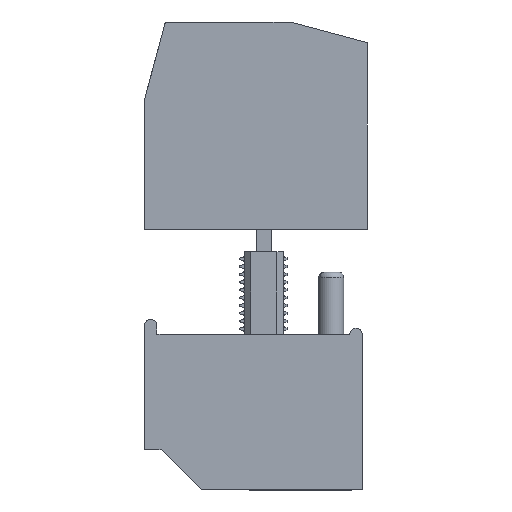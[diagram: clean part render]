
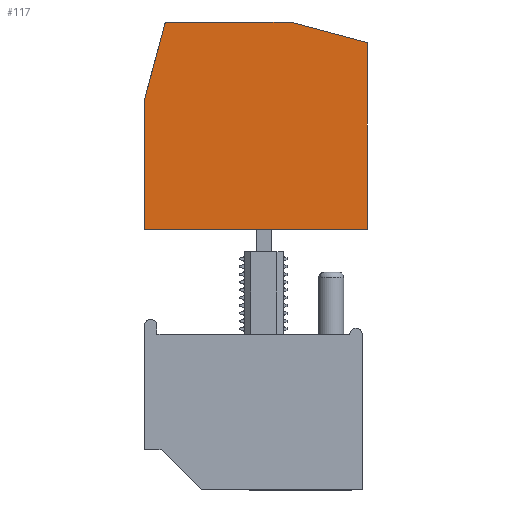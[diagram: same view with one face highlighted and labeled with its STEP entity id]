
A CAD part, left-side view. The second image highlights one B-rep face of the part: STEP entity #117.
In plain terms, the highlighted planar face has unit normal (-1, 0, 0).
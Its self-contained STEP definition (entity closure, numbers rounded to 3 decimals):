
#74=AXIS2_PLACEMENT_3D('Plane Axis2P3D',#71,#72,#73) ;
#40=CARTESIAN_POINT('Vertex',(0.,0.,43.141)) ;
#45=CARTESIAN_POINT('Line Origine',(0.,0.,34.141)) ;
#49=CARTESIAN_POINT('Vertex',(0.,0.,25.14)) ;
#71=CARTESIAN_POINT('Axis2P3D Location',(0.,0.,0.)) ;
#76=CARTESIAN_POINT('Line Origine',(0.,13.481,45.14)) ;
#80=CARTESIAN_POINT('Vertex',(0.,19.501,45.14)) ;
#82=CARTESIAN_POINT('Vertex',(0.,7.46,45.14)) ;
#85=CARTESIAN_POINT('Line Origine',(0.,20.501,41.41)) ;
#89=CARTESIAN_POINT('Vertex',(0.,21.5,37.68)) ;
#92=CARTESIAN_POINT('Line Origine',(0.,21.5,31.41)) ;
#96=CARTESIAN_POINT('Vertex',(0.,21.5,25.14)) ;
#99=CARTESIAN_POINT('Line Origine',(0.,10.75,25.14)) ;
#104=CARTESIAN_POINT('Line Origine',(0.,3.73,44.141)) ;
#46=DIRECTION('Vector Direction',(0.,0.,1.)) ;
#72=DIRECTION('Axis2P3D Direction',(1.,-0.,0.)) ;
#73=DIRECTION('Axis2P3D XDirection',(0.,0.,-1.)) ;
#77=DIRECTION('Vector Direction',(0.,1.,0.)) ;
#86=DIRECTION('Vector Direction',(0.,0.259,-0.966)) ;
#93=DIRECTION('Vector Direction',(0.,0.,-1.)) ;
#100=DIRECTION('Vector Direction',(0.,-1.,0.)) ;
#105=DIRECTION('Vector Direction',(0.,0.966,0.259)) ;
#47=VECTOR('Line Direction',#46,1.) ;
#78=VECTOR('Line Direction',#77,1.) ;
#87=VECTOR('Line Direction',#86,1.) ;
#94=VECTOR('Line Direction',#93,1.) ;
#101=VECTOR('Line Direction',#100,1.) ;
#106=VECTOR('Line Direction',#105,1.) ;
#110=ORIENTED_EDGE('',*,*,#84,.F.) ;
#111=ORIENTED_EDGE('',*,*,#91,.F.) ;
#112=ORIENTED_EDGE('',*,*,#98,.F.) ;
#113=ORIENTED_EDGE('',*,*,#103,.F.) ;
#114=ORIENTED_EDGE('',*,*,#51,.F.) ;
#115=ORIENTED_EDGE('',*,*,#108,.F.) ;
#117=ADVANCED_FACE('GH-DE-SMSE WGK 4 SW_NAUO1',(#116),#75,.F.) ;
#51=EDGE_CURVE('',#41,#50,#48,.F.) ;
#84=EDGE_CURVE('',#81,#83,#79,.F.) ;
#91=EDGE_CURVE('',#90,#81,#88,.F.) ;
#98=EDGE_CURVE('',#97,#90,#95,.F.) ;
#103=EDGE_CURVE('',#50,#97,#102,.F.) ;
#108=EDGE_CURVE('',#83,#41,#107,.F.) ;
#109=EDGE_LOOP('',(#110,#111,#112,#113,#114,#115)) ;
#116=FACE_OUTER_BOUND('',#109,.T.) ;
#48=LINE('Line',#45,#47) ;
#79=LINE('Line',#76,#78) ;
#88=LINE('Line',#85,#87) ;
#95=LINE('Line',#92,#94) ;
#102=LINE('Line',#99,#101) ;
#107=LINE('Line',#104,#106) ;
#75=PLANE('',#74) ;
#41=VERTEX_POINT('',#40) ;
#50=VERTEX_POINT('',#49) ;
#81=VERTEX_POINT('',#80) ;
#83=VERTEX_POINT('',#82) ;
#90=VERTEX_POINT('',#89) ;
#97=VERTEX_POINT('',#96) ;
